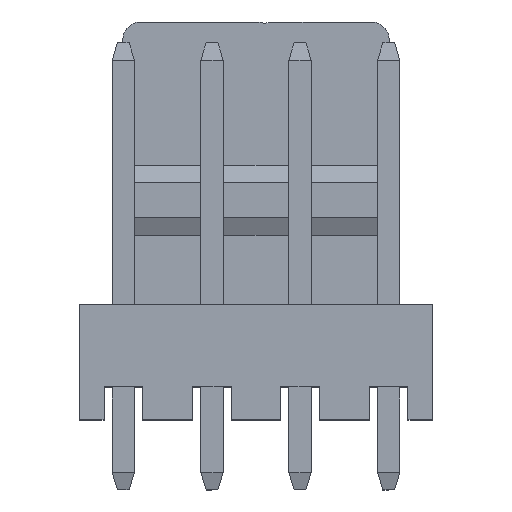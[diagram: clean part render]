
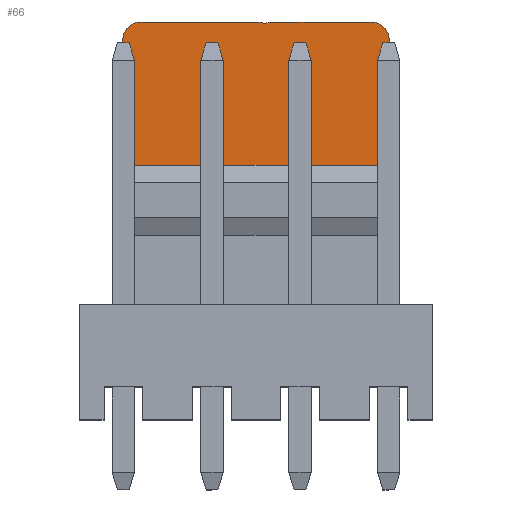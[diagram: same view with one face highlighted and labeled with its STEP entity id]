
A CAD part, top view. The second image highlights one B-rep face of the part: STEP entity #66.
In plain terms, the highlighted planar face has unit normal (0, 0, 1).
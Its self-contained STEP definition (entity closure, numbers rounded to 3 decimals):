
#66 = ADVANCED_FACE ( 'NONE', ( #3479 ), #421, .F. ) ;
#83 = AXIS2_PLACEMENT_3D ( 'NONE', #1776, #1013, #2954 ) ;
#122 = AXIS2_PLACEMENT_3D ( 'NONE', #938, #660, #2599 ) ;
#161 = LINE ( 'NONE', #749, #789 ) ;
#218 = CARTESIAN_POINT ( 'NONE',  ( -3.49, 10.9, -1.7 ) ) ;
#249 = ORIENTED_EDGE ( 'NONE', *, *, #1135, .T. ) ;
#318 = VERTEX_POINT ( 'NONE', #434 ) ;
#337 = CARTESIAN_POINT ( 'NONE',  ( 3.13, 11.4, -1.7 ) ) ;
#367 = EDGE_CURVE ( 'NONE', #2490, #2271, #1856, .T. ) ;
#395 = DIRECTION ( 'NONE',  ( 0., 0., -1. ) ) ;
#421 = PLANE ( 'NONE',  #122 ) ;
#434 = CARTESIAN_POINT ( 'NONE',  ( 3.63, 10.9, -1.7 ) ) ;
#474 = LINE ( 'NONE', #1845, #1190 ) ;
#483 = DIRECTION ( 'NONE',  ( 0., 1., 0. ) ) ;
#500 = CIRCLE ( 'NONE', #2524, 0.5 ) ;
#588 = ORIENTED_EDGE ( 'NONE', *, *, #367, .F. ) ;
#589 = ORIENTED_EDGE ( 'NONE', *, *, #2147, .F. ) ;
#617 = ORIENTED_EDGE ( 'NONE', *, *, #2648, .F. ) ;
#648 = EDGE_CURVE ( 'NONE', #2849, #1037, #1223, .T. ) ;
#651 = VERTEX_POINT ( 'NONE', #779 ) ;
#660 = DIRECTION ( 'NONE',  ( 0., 0., -1. ) ) ;
#749 = CARTESIAN_POINT ( 'NONE',  ( 3.63, 12.4, -1.7 ) ) ;
#767 = VERTEX_POINT ( 'NONE', #337 ) ;
#779 = CARTESIAN_POINT ( 'NONE',  ( -3.99, 7.3, -1.7 ) ) ;
#789 = VECTOR ( 'NONE', #483, 1000. ) ;
#929 = DIRECTION ( 'NONE',  ( -1., 0., 0. ) ) ;
#938 = CARTESIAN_POINT ( 'NONE',  ( -0.18, 11.4, -1.7 ) ) ;
#962 = EDGE_CURVE ( 'NONE', #767, #318, #2985, .T. ) ;
#1013 = DIRECTION ( 'NONE',  ( 0., 0., -1. ) ) ;
#1022 = DIRECTION ( 'NONE',  ( 1., 0., 0. ) ) ;
#1037 = VERTEX_POINT ( 'NONE', #2487 ) ;
#1053 = DIRECTION ( 'NONE',  ( 0., 0., -1. ) ) ;
#1132 = LINE ( 'NONE', #1680, #2513 ) ;
#1135 = EDGE_CURVE ( 'NONE', #2490, #651, #1132, .T. ) ;
#1144 = ORIENTED_EDGE ( 'NONE', *, *, #648, .F. ) ;
#1154 = CARTESIAN_POINT ( 'NONE',  ( 4.88, 11.4, -1.7 ) ) ;
#1190 = VECTOR ( 'NONE', #1324, 1000. ) ;
#1223 = CIRCLE ( 'NONE', #3383, 0.5 ) ;
#1316 = EDGE_CURVE ( 'NONE', #2849, #2271, #2517, .T. ) ;
#1323 = DIRECTION ( 'NONE',  ( 0., 0., -1. ) ) ;
#1324 = DIRECTION ( 'NONE',  ( -1., 0., 0. ) ) ;
#1393 = VERTEX_POINT ( 'NONE', #2082 ) ;
#1470 = VECTOR ( 'NONE', #929, 1000. ) ;
#1552 = ORIENTED_EDGE ( 'NONE', *, *, #1574, .T. ) ;
#1572 = CARTESIAN_POINT ( 'NONE',  ( 0.27, 11.4, -1.7 ) ) ;
#1574 = EDGE_CURVE ( 'NONE', #1393, #318, #161, .T. ) ;
#1595 = VECTOR ( 'NONE', #2772, 1000. ) ;
#1663 = CARTESIAN_POINT ( 'NONE',  ( -3.49, 11.4, -1.7 ) ) ;
#1680 = CARTESIAN_POINT ( 'NONE',  ( -3.99, 12.4, -1.7 ) ) ;
#1732 = CARTESIAN_POINT ( 'NONE',  ( -0.18, 11.4, -1.7 ) ) ;
#1776 = CARTESIAN_POINT ( 'NONE',  ( 3.13, 10.9, -1.7 ) ) ;
#1845 = CARTESIAN_POINT ( 'NONE',  ( -0.18, 7.3, -1.7 ) ) ;
#1856 = CIRCLE ( 'NONE', #2096, 0.5 ) ;
#1935 = EDGE_LOOP ( 'NONE', ( #589, #1552, #3284, #3483, #617, #1144, #3302, #588, #249 ) ) ;
#1955 = LINE ( 'NONE', #1154, #1595 ) ;
#1978 = DIRECTION ( 'NONE',  ( 0., -1., 0. ) ) ;
#1986 = CARTESIAN_POINT ( 'NONE',  ( 0.27, 10.9, -1.7 ) ) ;
#2082 = CARTESIAN_POINT ( 'NONE',  ( 3.63, 7.3, -1.7 ) ) ;
#2096 = AXIS2_PLACEMENT_3D ( 'NONE', #218, #1323, #1022 ) ;
#2147 = EDGE_CURVE ( 'NONE', #1393, #651, #474, .T. ) ;
#2150 = DIRECTION ( 'NONE',  ( -1., 0., 0. ) ) ;
#2177 = VERTEX_POINT ( 'NONE', #1572 ) ;
#2190 = CARTESIAN_POINT ( 'NONE',  ( -3.99, 10.9, -1.7 ) ) ;
#2271 = VERTEX_POINT ( 'NONE', #1663 ) ;
#2487 = CARTESIAN_POINT ( 'NONE',  ( 0.07, 11.358, -1.7 ) ) ;
#2490 = VERTEX_POINT ( 'NONE', #2190 ) ;
#2513 = VECTOR ( 'NONE', #1978, 1000. ) ;
#2517 = LINE ( 'NONE', #1732, #1470 ) ;
#2524 = AXIS2_PLACEMENT_3D ( 'NONE', #1986, #395, #2830 ) ;
#2599 = DIRECTION ( 'NONE',  ( 0., 1., 0. ) ) ;
#2648 = EDGE_CURVE ( 'NONE', #1037, #2177, #500, .T. ) ;
#2772 = DIRECTION ( 'NONE',  ( -1., 0., 0. ) ) ;
#2830 = DIRECTION ( 'NONE',  ( 1., 0., 0. ) ) ;
#2849 = VERTEX_POINT ( 'NONE', #3571 ) ;
#2954 = DIRECTION ( 'NONE',  ( -1., 0., 0. ) ) ;
#2985 = CIRCLE ( 'NONE', #83, 0.5 ) ;
#3189 = EDGE_CURVE ( 'NONE', #767, #2177, #1955, .T. ) ;
#3284 = ORIENTED_EDGE ( 'NONE', *, *, #962, .F. ) ;
#3302 = ORIENTED_EDGE ( 'NONE', *, *, #1316, .T. ) ;
#3383 = AXIS2_PLACEMENT_3D ( 'NONE', #3540, #1053, #2150 ) ;
#3479 = FACE_OUTER_BOUND ( 'NONE', #1935, .T. ) ;
#3483 = ORIENTED_EDGE ( 'NONE', *, *, #3189, .T. ) ;
#3540 = CARTESIAN_POINT ( 'NONE',  ( -0.13, 10.9, -1.7 ) ) ;
#3571 = CARTESIAN_POINT ( 'NONE',  ( -0.13, 11.4, -1.7 ) ) ;
